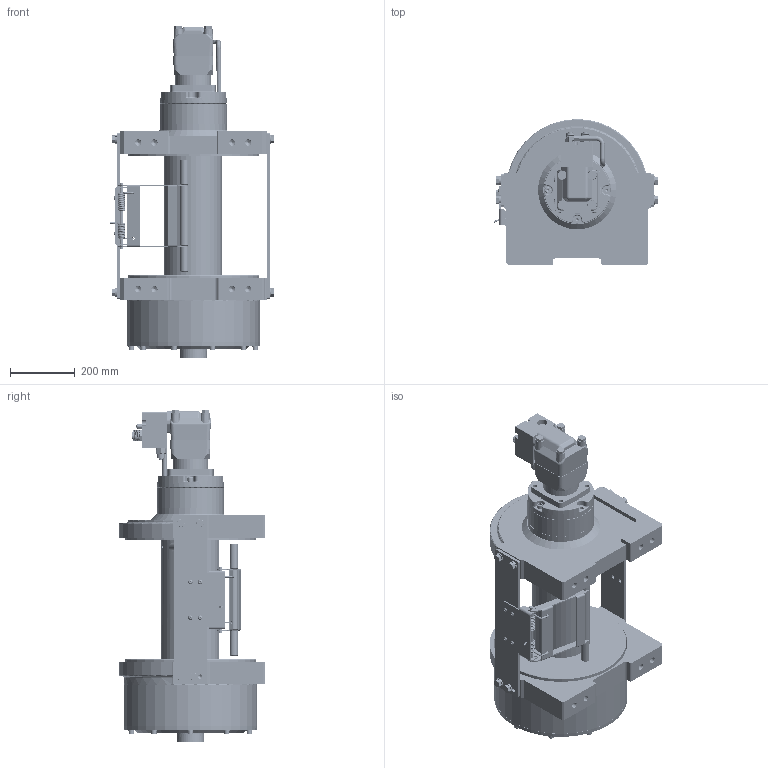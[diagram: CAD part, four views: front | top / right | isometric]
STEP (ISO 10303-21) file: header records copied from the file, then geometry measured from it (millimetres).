
FILE_DESCRIPTION(/* description */ (''),/* implementation_level */ '2;1');
FILE_NAME(/* name */ '642-883_ComeUp_Bison-50.stp',/* time_stamp */ '2018-01-10T10:24:36+01:00',/* author */ ('lang1ph'),/* organization */ (''),/* preprocessor_version */ 'ST-DEVELOPER v17',/* originating_system */ 'Autodesk Inventor 2018',/* authorisation */ '');
FILE_SCHEMA (('AUTOMOTIVE_DESIGN { 1 0 10303 214 3 1 1 }'));
Products named in the file (1): 642-883_ComeUp_Bison-50
Bounding box: 508.56 x 450 x 1025.8 mm (x, y, z)
Volume: 35324445 mm3; surface area: 3627534.9 mm2
Topology: 4 solids, 4 shells, 3313 faces, 9356 edges, 6209 vertices
Faces by surface type: cylinder 1372, plane 1142, cone 445, bspline 255, torus 94, sphere 5
Full cylindrical faces by diameter (mm): 1 x4, 3 x1, 3.242 x96, 3.3 x42, 4 x49, 4.8 x2, 4.95 x3, 5 x6, 5.9 x3, 6 x3, 6.3 x1, 6.4 x4, 6.5 x4, 7 x6, 8 x8, 8.3 x2, 8.5 x1, 9 x6, 9.3 x2, 10 x84, 10.2 x8, 10.5 x4, 11 x12, 11.125 x2, 11.35 x2, 11.5 x2, 12 x13, 12.4 x6, 12.5 x4, 12.6 x1
Entity records: 158894 total; most frequent: CARTESIAN_POINT 73383, ORIENTED_EDGE 18612, DIRECTION 17708, EDGE_CURVE 9306, AXIS2_PLACEMENT_3D 6913, VERTEX_POINT 6209, LINE 3882, VECTOR 3882
